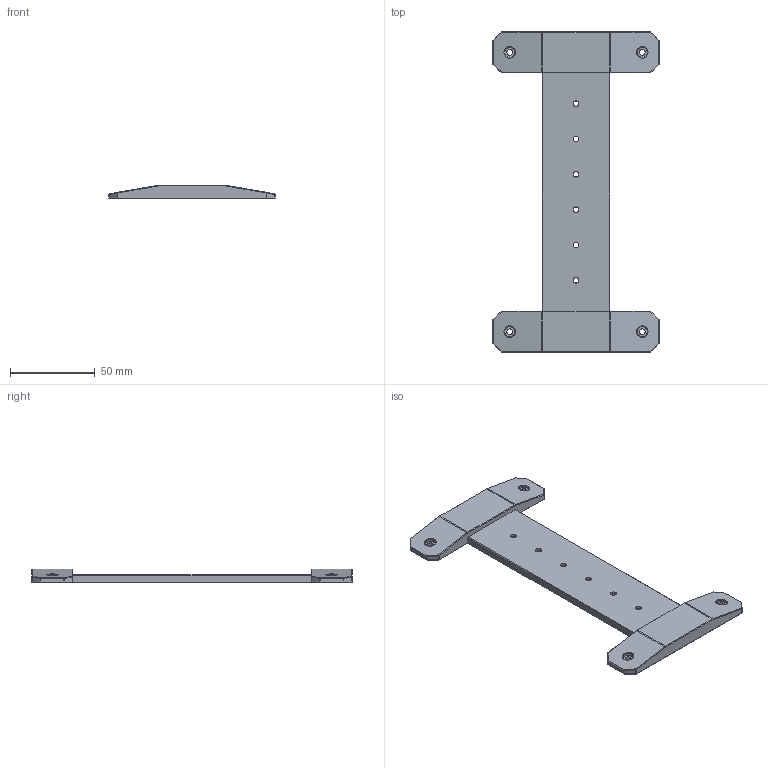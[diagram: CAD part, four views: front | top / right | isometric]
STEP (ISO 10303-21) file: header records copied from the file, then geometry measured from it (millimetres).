
FILE_DESCRIPTION(/* description */ (''),/* implementation_level */ '2;1');
FILE_NAME(/* name */ 'Pika Buffer Bottom Bracket for Extrusions.step',/* time_stamp */ '2023-11-05T12:03:51-06:00',/* author */ (''),/* organization */ (''),/* preprocessor_version */ 'ST-DEVELOPER v20',/* originating_system */ 'Autodesk Translation Framework v12.14.0.127',/* authorisation */ '');
FILE_SCHEMA (('AUTOMOTIVE_DESIGN { 1 0 10303 214 3 1 1 }','TECHNICAL_DATA_PACKAGING'));
Length unit declared in the file: millimetre
Products named in the file (2): (Unsaved); Bottom bracket
Assembly tree (1 placements, depth 2):
  (Unsaved)
    Bottom bracket
Bounding box: 98 x 188.4 x 8 mm (x, y, z)
Volume: 55943 mm3; surface area: 24328.1 mm2
Topology: 1 solids, 1 shells, 262 faces, 638 edges, 382 vertices
Faces by surface type: plane 162, bspline 44, cylinder 36, cone 20
Full cylindrical faces by diameter (mm): 3.3 x10, 6 x10
Entity records: 8263 total; most frequent: CARTESIAN_POINT 2345, ORIENTED_EDGE 1268, DIRECTION 1100, EDGE_CURVE 634, LINE 430, VECTOR 430, VERTEX_POINT 380, AXIS2_PLACEMENT_3D 335
